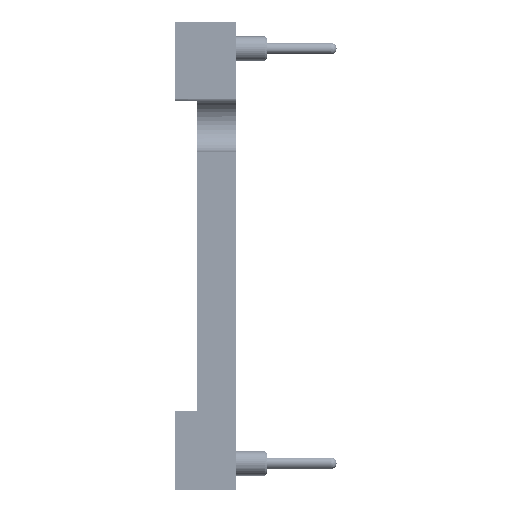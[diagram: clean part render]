
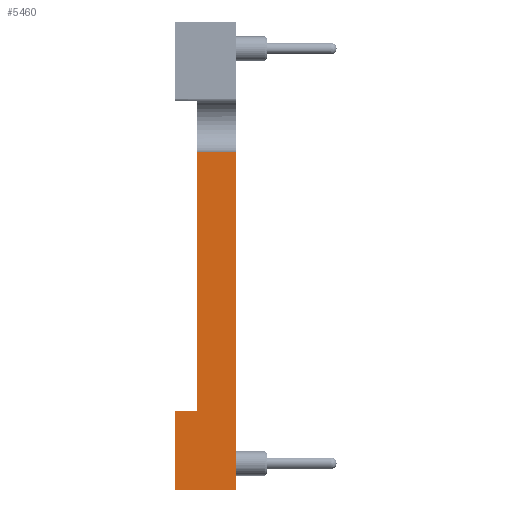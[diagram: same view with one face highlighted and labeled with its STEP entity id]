
A CAD part, left-side view. The second image highlights one B-rep face of the part: STEP entity #5460.
In plain terms, the highlighted planar face has unit normal (-1, 0, 0).
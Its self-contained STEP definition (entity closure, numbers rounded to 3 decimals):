
#6=DIRECTION('',(0.,0.,-1.));
#7=VECTOR('',#6,3.625);
#8=CARTESIAN_POINT('',(-28.65,0.,-7.125));
#9=LINE('',#8,#7);
#687=DIRECTION('',(0.,-1.,0.));
#688=VECTOR('',#687,2.8);
#689=CARTESIAN_POINT('',(-28.65,0.,-10.75));
#690=LINE('',#689,#688);
#699=DIRECTION('',(0.,1.,0.));
#700=VECTOR('',#699,1.8);
#701=CARTESIAN_POINT('',(-28.65,-2.8,4.8));
#702=LINE('',#701,#700);
#703=DIRECTION('',(0.,-1.,0.));
#704=VECTOR('',#703,1.);
#705=CARTESIAN_POINT('',(-28.65,0.,-7.125));
#706=LINE('',#705,#704);
#707=DIRECTION('',(0.,0.,-1.));
#708=VECTOR('',#707,11.925);
#709=CARTESIAN_POINT('',(-28.65,-1.,4.8));
#710=LINE('',#709,#708);
#1379=DIRECTION('',(0.,0.,-1.));
#1380=VECTOR('',#1379,15.55);
#1381=CARTESIAN_POINT('',(-28.65,-2.8,4.8));
#1382=LINE('',#1381,#1380);
#3841=CARTESIAN_POINT('',(-28.65,0.,-10.75));
#3843=VERTEX_POINT('',#3841);
#3849=CARTESIAN_POINT('',(-28.65,-2.8,-10.75));
#3851=VERTEX_POINT('',#3849);
#3854=CARTESIAN_POINT('',(-28.65,0.,-7.125));
#3856=VERTEX_POINT('',#3854);
#3857=CARTESIAN_POINT('',(-28.65,-1.,-7.125));
#3858=VERTEX_POINT('',#3857);
#3862=CARTESIAN_POINT('',(-28.65,-2.8,4.8));
#3864=VERTEX_POINT('',#3862);
#3867=CARTESIAN_POINT('',(-28.65,-1.,4.8));
#3868=VERTEX_POINT('',#3867);
#5444=CARTESIAN_POINT('',(-28.65,0.,10.75));
#5445=DIRECTION('',(-1.,0.,0.));
#5446=DIRECTION('',(0.,0.,-1.));
#5447=AXIS2_PLACEMENT_3D('',#5444,#5445,#5446);
#5448=PLANE('',#5447);
#5450=ORIENTED_EDGE('',*,*,#5449,.F.);
#5452=ORIENTED_EDGE('',*,*,#5451,.T.);
#5453=ORIENTED_EDGE('',*,*,#5421,.F.);
#5454=ORIENTED_EDGE('',*,*,#4948,.F.);
#5455=ORIENTED_EDGE('',*,*,#5380,.T.);
#5457=ORIENTED_EDGE('',*,*,#5456,.F.);
#5458=EDGE_LOOP('',(#5450,#5452,#5453,#5454,#5455,#5457));
#5459=FACE_OUTER_BOUND('',#5458,.F.);
#5460=ADVANCED_FACE('',(#5459),#5448,.T.);
#4948=EDGE_CURVE('',#3856,#3843,#9,.T.);
#5380=EDGE_CURVE('',#3856,#3858,#706,.T.);
#5421=EDGE_CURVE('',#3843,#3851,#690,.T.);
#5449=EDGE_CURVE('',#3864,#3868,#702,.T.);
#5451=EDGE_CURVE('',#3864,#3851,#1382,.T.);
#5456=EDGE_CURVE('',#3868,#3858,#710,.T.);
